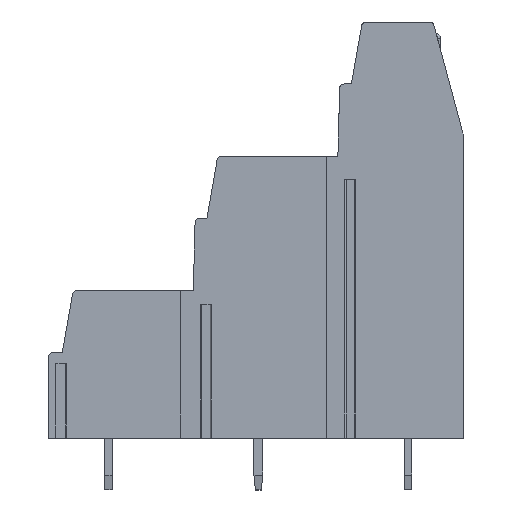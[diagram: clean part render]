
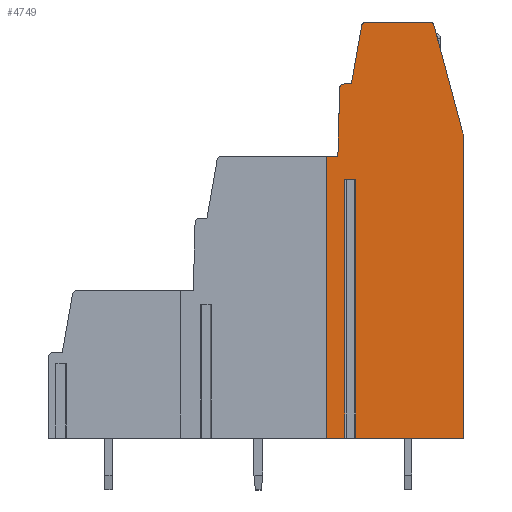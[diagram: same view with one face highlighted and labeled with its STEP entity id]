
A CAD part, top view. The second image highlights one B-rep face of the part: STEP entity #4749.
In plain terms, the highlighted planar face has unit normal (0, 0, 1).
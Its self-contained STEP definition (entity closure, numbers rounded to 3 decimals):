
#14=DIRECTION('',(-1.,0.,0.));
#15=VECTOR('',#14,0.743);
#16=CARTESIAN_POINT('',(1.908,2.65,7.62));
#17=LINE('',#16,#15);
#18=DIRECTION('',(0.,-1.,0.));
#19=VECTOR('',#18,17.55);
#20=CARTESIAN_POINT('',(1.165,2.65,7.62));
#21=LINE('',#20,#19);
#22=DIRECTION('',(1.,0.,0.));
#23=VECTOR('',#22,1.228);
#24=CARTESIAN_POINT('',(-0.063,-14.9,7.62));
#25=LINE('',#24,#23);
#26=DIRECTION('',(-1.,0.,0.));
#27=VECTOR('',#26,0.75);
#28=CARTESIAN_POINT('',(0.687,4.2,7.62));
#29=LINE('',#28,#27);
#30=DIRECTION('',(-0.026,-1.,0.));
#31=VECTOR('',#30,4.609);
#32=CARTESIAN_POINT('',(0.808,8.808,7.62));
#33=LINE('',#32,#31);
#34=CARTESIAN_POINT('',(1.108,8.8,7.62));
#35=DIRECTION('',(0.,0.,1.));
#36=DIRECTION('',(0.,1.,0.));
#37=AXIS2_PLACEMENT_3D('',#34,#35,#36);
#39=DIRECTION('',(-1.,0.,0.));
#40=VECTOR('',#39,0.497);
#41=CARTESIAN_POINT('',(1.605,9.1,7.62));
#42=LINE('',#41,#40);
#43=DIRECTION('',(-0.174,-0.985,0.));
#44=VECTOR('',#43,4.013);
#45=CARTESIAN_POINT('',(2.301,13.052,7.62));
#46=LINE('',#45,#44);
#47=CARTESIAN_POINT('',(2.597,13.,7.62));
#48=DIRECTION('',(0.,0.,1.));
#49=DIRECTION('',(0.,1.,0.));
#50=AXIS2_PLACEMENT_3D('',#47,#48,#49);
#52=DIRECTION('',(-1.,0.,0.));
#53=VECTOR('',#52,4.31);
#54=CARTESIAN_POINT('',(6.907,13.3,7.62));
#55=LINE('',#54,#53);
#56=CARTESIAN_POINT('',(6.907,13.,7.62));
#57=DIRECTION('',(0.,0.,1.));
#58=DIRECTION('',(0.966,0.259,0.));
#59=AXIS2_PLACEMENT_3D('',#56,#57,#58);
#61=CARTESIAN_POINT('',(8.187,5.518,7.62));
#62=DIRECTION('',(0.,0.,1.));
#63=DIRECTION('',(1.,0.,0.));
#64=AXIS2_PLACEMENT_3D('',#61,#62,#63);
#66=DIRECTION('',(0.,1.,0.));
#67=VECTOR('',#66,20.418);
#68=CARTESIAN_POINT('',(9.187,-14.9,7.62));
#69=LINE('',#68,#67);
#70=DIRECTION('',(1.,0.,0.));
#71=VECTOR('',#70,7.279);
#72=CARTESIAN_POINT('',(1.908,-14.9,7.62));
#73=LINE('',#72,#71);
#74=DIRECTION('',(0.,-1.,0.));
#75=VECTOR('',#74,17.55);
#76=CARTESIAN_POINT('',(1.908,2.65,7.62));
#77=LINE('',#76,#75);
#1790=DIRECTION('',(-0.259,0.966,0.));
#1791=VECTOR('',#1790,7.558);
#1792=CARTESIAN_POINT('',(9.153,5.777,7.62));
#1793=LINE('',#1792,#1791);
#2348=DIRECTION('',(0.,-1.,0.));
#2349=VECTOR('',#2348,19.1);
#2350=CARTESIAN_POINT('',(-0.063,4.2,7.62));
#2351=LINE('',#2350,#2349);
#3700=CARTESIAN_POINT('',(9.187,-14.9,7.62));
#3701=CARTESIAN_POINT('',(9.187,5.518,7.62));
#3702=VERTEX_POINT('',#3700);
#3703=VERTEX_POINT('',#3701);
#3704=CARTESIAN_POINT('',(9.153,5.777,7.62));
#3705=VERTEX_POINT('',#3704);
#3706=CARTESIAN_POINT('',(7.197,13.078,7.62));
#3707=CARTESIAN_POINT('',(6.907,13.3,7.62));
#3708=VERTEX_POINT('',#3706);
#3709=VERTEX_POINT('',#3707);
#3710=CARTESIAN_POINT('',(2.597,13.3,7.62));
#3711=VERTEX_POINT('',#3710);
#3712=CARTESIAN_POINT('',(2.301,13.052,7.62));
#3713=VERTEX_POINT('',#3712);
#3714=CARTESIAN_POINT('',(1.605,9.1,7.62));
#3715=VERTEX_POINT('',#3714);
#3716=CARTESIAN_POINT('',(1.108,9.1,7.62));
#3717=VERTEX_POINT('',#3716);
#3718=CARTESIAN_POINT('',(0.808,8.808,7.62));
#3719=VERTEX_POINT('',#3718);
#3720=CARTESIAN_POINT('',(0.687,4.2,7.62));
#3721=VERTEX_POINT('',#3720);
#3760=CARTESIAN_POINT('',(-0.063,-14.9,7.62));
#3762=VERTEX_POINT('',#3760);
#3768=CARTESIAN_POINT('',(-0.063,4.2,7.62));
#3769=VERTEX_POINT('',#3768);
#3816=CARTESIAN_POINT('',(1.908,2.65,7.62));
#3817=CARTESIAN_POINT('',(1.165,2.65,7.62));
#3818=VERTEX_POINT('',#3816);
#3819=VERTEX_POINT('',#3817);
#3820=CARTESIAN_POINT('',(1.908,-14.9,7.62));
#3821=VERTEX_POINT('',#3820);
#3822=CARTESIAN_POINT('',(1.165,-14.9,7.62));
#3823=VERTEX_POINT('',#3822);
#4708=CARTESIAN_POINT('',(0.,0.,7.62));
#4709=DIRECTION('',(0.,0.,1.));
#4710=DIRECTION('',(1.,0.,0.));
#4711=AXIS2_PLACEMENT_3D('',#4708,#4709,#4710);
#4712=PLANE('',#4711);
#4714=ORIENTED_EDGE('',*,*,#4713,.T.);
#4716=ORIENTED_EDGE('',*,*,#4715,.T.);
#4718=ORIENTED_EDGE('',*,*,#4717,.F.);
#4720=ORIENTED_EDGE('',*,*,#4719,.F.);
#4722=ORIENTED_EDGE('',*,*,#4721,.F.);
#4724=ORIENTED_EDGE('',*,*,#4723,.F.);
#4726=ORIENTED_EDGE('',*,*,#4725,.F.);
#4728=ORIENTED_EDGE('',*,*,#4727,.F.);
#4730=ORIENTED_EDGE('',*,*,#4729,.F.);
#4732=ORIENTED_EDGE('',*,*,#4731,.F.);
#4734=ORIENTED_EDGE('',*,*,#4733,.F.);
#4736=ORIENTED_EDGE('',*,*,#4735,.F.);
#4738=ORIENTED_EDGE('',*,*,#4737,.F.);
#4740=ORIENTED_EDGE('',*,*,#4739,.F.);
#4742=ORIENTED_EDGE('',*,*,#4741,.F.);
#4744=ORIENTED_EDGE('',*,*,#4743,.F.);
#4746=ORIENTED_EDGE('',*,*,#4745,.F.);
#4747=EDGE_LOOP('',(#4714,#4716,#4718,#4720,#4722,#4724,#4726,#4728,#4730,#4732,
#4734,#4736,#4738,#4740,#4742,#4744,#4746));
#4748=FACE_OUTER_BOUND('',#4747,.F.);
#38=CIRCLE('',#37,0.3);
#51=CIRCLE('',#50,0.3);
#60=CIRCLE('',#59,0.3);
#65=CIRCLE('',#64,1.);
#4713=EDGE_CURVE('',#3818,#3819,#17,.T.);
#4715=EDGE_CURVE('',#3819,#3823,#21,.T.);
#4717=EDGE_CURVE('',#3762,#3823,#25,.T.);
#4719=EDGE_CURVE('',#3769,#3762,#2351,.T.);
#4721=EDGE_CURVE('',#3721,#3769,#29,.T.);
#4723=EDGE_CURVE('',#3719,#3721,#33,.T.);
#4725=EDGE_CURVE('',#3717,#3719,#38,.T.);
#4727=EDGE_CURVE('',#3715,#3717,#42,.T.);
#4729=EDGE_CURVE('',#3713,#3715,#46,.T.);
#4731=EDGE_CURVE('',#3711,#3713,#51,.T.);
#4733=EDGE_CURVE('',#3709,#3711,#55,.T.);
#4735=EDGE_CURVE('',#3708,#3709,#60,.T.);
#4737=EDGE_CURVE('',#3705,#3708,#1793,.T.);
#4739=EDGE_CURVE('',#3703,#3705,#65,.T.);
#4741=EDGE_CURVE('',#3702,#3703,#69,.T.);
#4743=EDGE_CURVE('',#3821,#3702,#73,.T.);
#4745=EDGE_CURVE('',#3818,#3821,#77,.T.);
#4749=ADVANCED_FACE('',(#4748),#4712,.T.);
